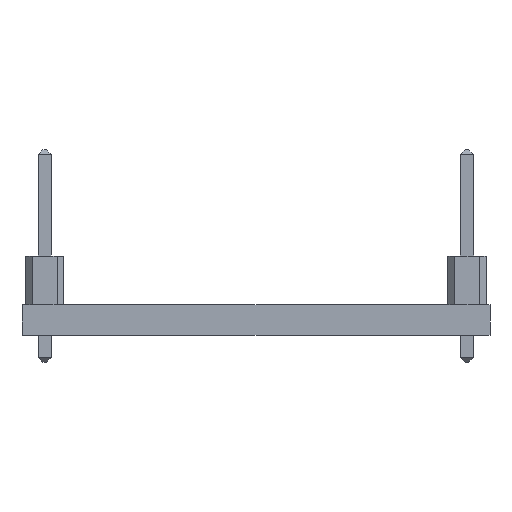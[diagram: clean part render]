
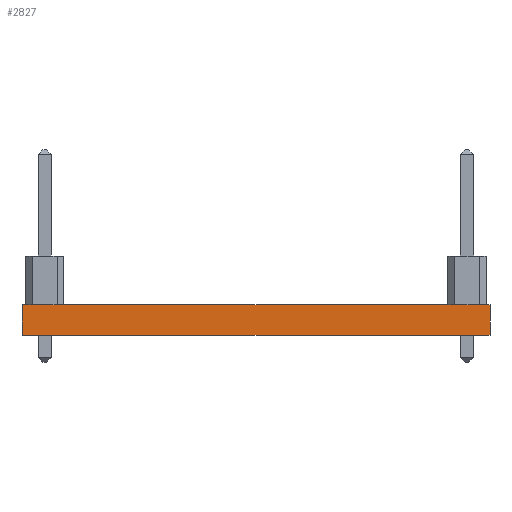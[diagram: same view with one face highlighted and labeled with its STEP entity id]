
A CAD part, front view. The second image highlights one B-rep face of the part: STEP entity #2827.
In plain terms, the highlighted free-form (B-spline) face has degree [1, 1] with [2, 2] control points.
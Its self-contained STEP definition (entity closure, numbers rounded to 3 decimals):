
#2827=ADVANCED_FACE('',(#2828),#2858,.T.);
#2828=FACE_BOUND('',#2829,.T.);
#2829=EDGE_LOOP('',(#2830,#2839,#2846,#2853));
#2830=ORIENTED_EDGE('',*,*,#2831,.T.);
#2831=EDGE_CURVE('',#2832,#2834,#2836,.T.);
#2832=VERTEX_POINT('',#2833);
#2833=CARTESIAN_POINT('',(-12.192,0.0,0.0));
#2834=VERTEX_POINT('',#2835);
#2835=CARTESIAN_POINT('',(-12.192,0.0,1.588));
#2836=B_SPLINE_CURVE_WITH_KNOTS('',1,(#2837,#2838),.UNSPECIFIED.,.F.,.U.,(2,2),(0.0,1.0),.PIECEWISE_BEZIER_KNOTS.);
#2837=CARTESIAN_POINT('',(-12.192,0.0,0.0));
#2838=CARTESIAN_POINT('',(-12.192,0.0,1.588));
#2839=ORIENTED_EDGE('',*,*,#2840,.T.);
#2840=EDGE_CURVE('',#2834,#2841,#2843,.T.);
#2841=VERTEX_POINT('',#2842);
#2842=CARTESIAN_POINT('',(12.192,0.0,1.588));
#2843=B_SPLINE_CURVE_WITH_KNOTS('',1,(#2844,#2845),.UNSPECIFIED.,.F.,.U.,(2,2),(0.0,1.0),.PIECEWISE_BEZIER_KNOTS.);
#2844=CARTESIAN_POINT('',(-12.192,0.0,1.588));
#2845=CARTESIAN_POINT('',(12.192,0.0,1.588));
#2846=ORIENTED_EDGE('',*,*,#2847,.T.);
#2847=EDGE_CURVE('',#2841,#2848,#2850,.T.);
#2848=VERTEX_POINT('',#2849);
#2849=CARTESIAN_POINT('',(12.192,0.0,0.0));
#2850=B_SPLINE_CURVE_WITH_KNOTS('',1,(#2851,#2852),.UNSPECIFIED.,.F.,.U.,(2,2),(0.0,1.0),.PIECEWISE_BEZIER_KNOTS.);
#2851=CARTESIAN_POINT('',(12.192,0.0,1.588));
#2852=CARTESIAN_POINT('',(12.192,0.0,0.0));
#2853=ORIENTED_EDGE('',*,*,#2854,.T.);
#2854=EDGE_CURVE('',#2848,#2832,#2855,.T.);
#2855=B_SPLINE_CURVE_WITH_KNOTS('',1,(#2856,#2857),.UNSPECIFIED.,.F.,.U.,(2,2),(0.0,1.0),.PIECEWISE_BEZIER_KNOTS.);
#2856=CARTESIAN_POINT('',(12.192,0.0,0.0));
#2857=CARTESIAN_POINT('',(-12.192,0.0,0.0));
#2858=B_SPLINE_SURFACE_WITH_KNOTS('',1,1,((#2859,#2860),(#2861,#2862)),.UNSPECIFIED.,.F.,.F.,.U.,(2,2),(2,2),(0.0,1.0),(0.0,1.0),.PIECEWISE_BEZIER_KNOTS.);
#2859=CARTESIAN_POINT('',(12.192,0.0,0.0));
#2860=CARTESIAN_POINT('',(12.192,0.0,1.588));
#2861=CARTESIAN_POINT('',(-12.192,0.0,0.0));
#2862=CARTESIAN_POINT('',(-12.192,0.0,1.588));
